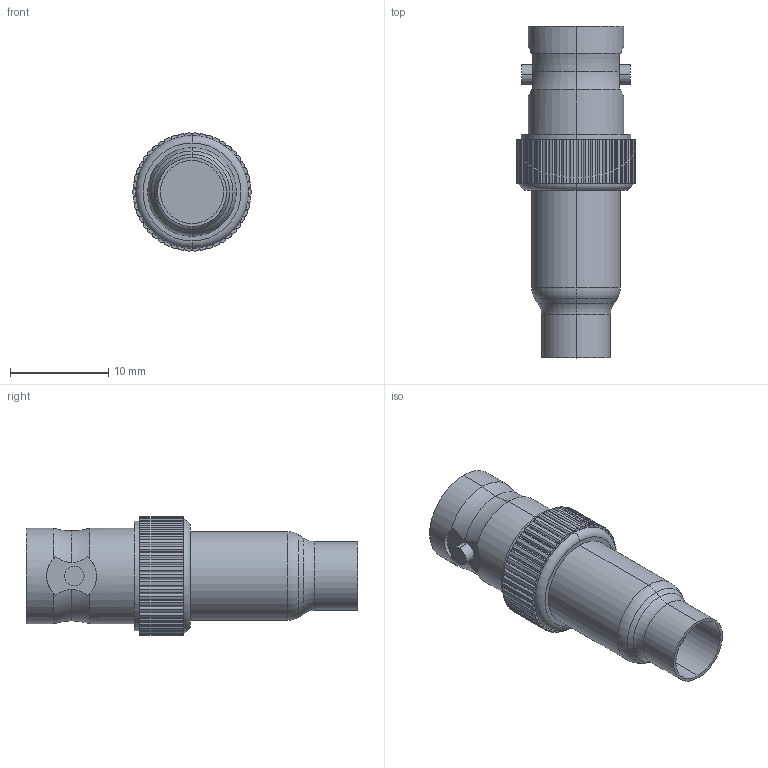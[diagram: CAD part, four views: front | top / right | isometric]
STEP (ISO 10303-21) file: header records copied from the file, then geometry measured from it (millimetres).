
FILE_DESCRIPTION (( 'STEP AP214' ), '1' );
FILE_NAME ('BAC012_3D.STEP', '2021-04-20T13:22:37', ( '' ), ( '' ), 'SwSTEP 2.0', 'SolidWorks 2020', '' );
FILE_SCHEMA (( 'AUTOMOTIVE_DESIGN' ));
Length unit declared in the file: inch
Products named in the file (3): BAC012_3D; BAC012-MA2; BAC012-MA1
Assembly tree (2 placements, depth 2):
  BAC012_3D
    BAC012-MA2
    BAC012-MA1
Bounding box: 12 x 33.69 x 11.99 mm (x, y, z)
Volume: 1632.1 mm3; surface area: 2362.3 mm2
Topology: 2 solids, 2 shells, 260 faces, 699 edges, 459 vertices
Faces by surface type: cylinder 216, plane 22, torus 16, cone 6
Entity records: 10220 total; most frequent: DIRECTION 1670, CARTESIAN_POINT 1573, ORIENTED_EDGE 1398, AXIS2_PLACEMENT_3D 726, EDGE_CURVE 699, CIRCLE 461, VERTEX_POINT 459, EDGE_LOOP 278
